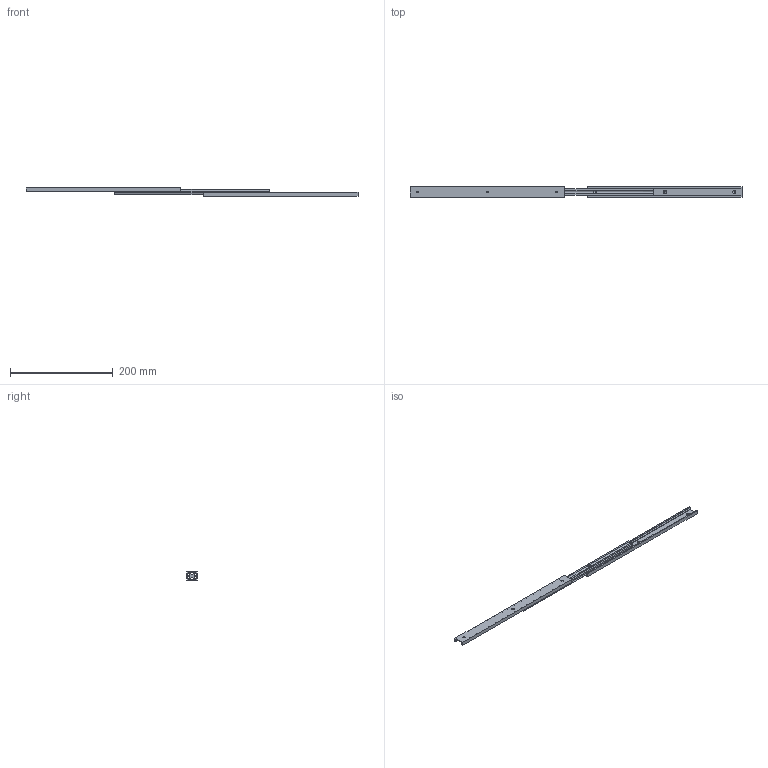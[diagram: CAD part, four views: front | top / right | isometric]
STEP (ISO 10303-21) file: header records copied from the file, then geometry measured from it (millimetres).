
FILE_DESCRIPTION (( 'STEP AP203' ), '1' );
FILE_NAME ('KC-362-30.STEP', '2013-03-27T06:10:32', ( '11sw' ), ( 'タキゲン製造株式会社' ), 'SwSTEP 2.0', 'SolidWorks 2012', '' );
FILE_SCHEMA (( 'CONFIG_CONTROL_DESIGN' ));
Length unit declared in the file: millimetre
Products named in the file (3): KC-362-30; KC-362-30中間リテイナー_; KC-362-30キャビネットメンバー_
Assembly tree (3 placements, depth 2):
  KC-362-30
    KC-362-30キャビネットメンバー_  x2
    KC-362-30中間リテイナー_
Bounding box: 645 x 20 x 16 mm (x, y, z)
Volume: 60060.9 mm3; surface area: 58972.2 mm2
Topology: 3 solids, 3 shells, 69 faces, 197 edges, 130 vertices
Faces by surface type: plane 36, cylinder 21, cone 12
Entity records: 2228 total; most frequent: CARTESIAN_POINT 572, ORIENTED_EDGE 286, DIRECTION 275, EDGE_CURVE 143, VERTEX_POINT 94, AXIS2_PLACEMENT_3D 93, VECTOR 89, LINE 89
